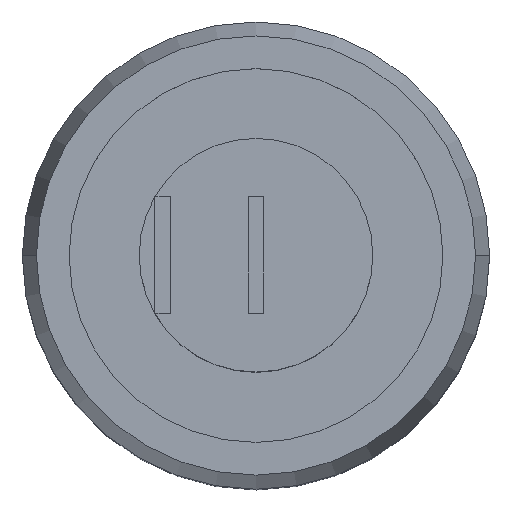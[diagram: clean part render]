
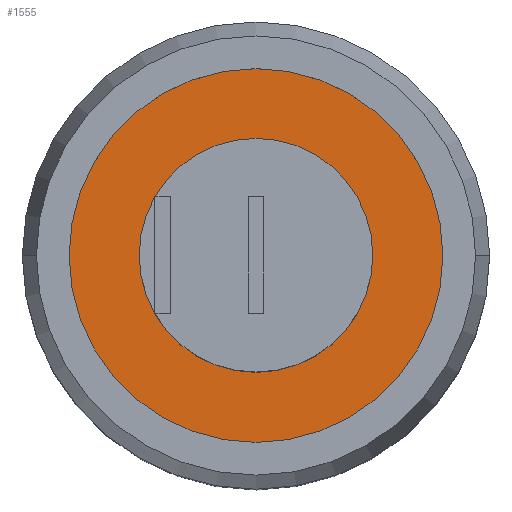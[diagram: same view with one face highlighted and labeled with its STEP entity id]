
A CAD part, top view. The second image highlights one B-rep face of the part: STEP entity #1555.
In plain terms, the highlighted planar face has unit normal (0, 0, 1).
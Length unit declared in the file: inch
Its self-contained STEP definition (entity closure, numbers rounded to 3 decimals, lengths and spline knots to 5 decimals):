
#55=CARTESIAN_POINT('',(-0.4,0.,0.5));
#56=VERTEX_POINT('',#55);
#65=CARTESIAN_POINT('',(0.4,0.,0.5));
#66=VERTEX_POINT('',#65);
#67=CARTESIAN_POINT('',(0.0,0.0,0.5));
#68=DIRECTION('',(0.0,0.0,1.0));
#69=DIRECTION('',(-1.0,0.0,0.0));
#70=AXIS2_PLACEMENT_3D('',#67,#68,#69);
#71=CIRCLE('',#70,0.4);
#72=EDGE_CURVE('',#66,#56,#71,.T.);
#97=CARTESIAN_POINT('',(-0.25,0.,0.5));
#98=VERTEX_POINT('',#97);
#107=CARTESIAN_POINT('',(0.25,0.,0.5));
#108=VERTEX_POINT('',#107);
#109=CARTESIAN_POINT('',(0.0,0.0,0.5));
#110=DIRECTION('',(0.0,0.0,-1.0));
#111=DIRECTION('',(-1.0,0.0,0.0));
#112=AXIS2_PLACEMENT_3D('',#109,#110,#111);
#113=CIRCLE('',#112,0.25);
#114=EDGE_CURVE('',#108,#98,#113,.T.);
#1492=CARTESIAN_POINT('',(0.0,0.0,0.5));
#1493=DIRECTION('',(0.0,0.0,-1.0));
#1494=DIRECTION('',(-1.0,0.0,0.0));
#1495=AXIS2_PLACEMENT_3D('',#1492,#1493,#1494);
#1496=CIRCLE('',#1495,0.25);
#1497=EDGE_CURVE('',#98,#108,#1496,.T.);
#1532=CARTESIAN_POINT('',(0.0,0.0,0.5));
#1533=DIRECTION('',(0.0,0.0,1.0));
#1534=DIRECTION('',(-1.0,0.0,0.0));
#1535=AXIS2_PLACEMENT_3D('',#1532,#1533,#1534);
#1536=CIRCLE('',#1535,0.4);
#1537=EDGE_CURVE('',#56,#66,#1536,.T.);
#1542=CARTESIAN_POINT('',(0.0,0.0,0.5));
#1543=DIRECTION('',(0.0,0.0,-1.0));
#1544=DIRECTION('',(-1.0,0.0,0.0));
#1545=AXIS2_PLACEMENT_3D('',#1542,#1543,#1544);
#1546=PLANE('',#1545);
#1547=ORIENTED_EDGE('',*,*,#72,.T.);
#1548=ORIENTED_EDGE('',*,*,#1537,.T.);
#1549=EDGE_LOOP('',(#1547,#1548));
#1550=FACE_OUTER_BOUND('',#1549,.T.);
#1551=ORIENTED_EDGE('',*,*,#114,.T.);
#1552=ORIENTED_EDGE('',*,*,#1497,.T.);
#1553=EDGE_LOOP('',(#1551,#1552));
#1554=FACE_BOUND('',#1553,.T.);
#1555=ADVANCED_FACE('',(#1550,#1554),#1546,.F.);
